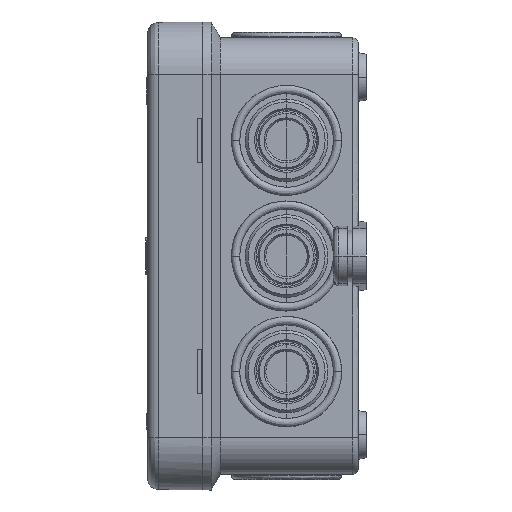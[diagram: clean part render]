
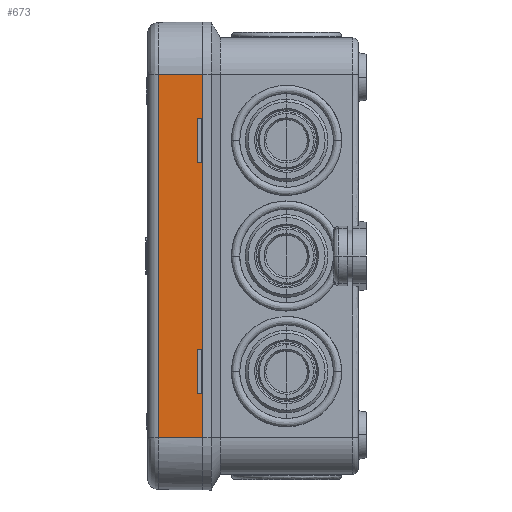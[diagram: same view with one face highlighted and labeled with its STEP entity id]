
A CAD part, left-side view. The second image highlights one B-rep face of the part: STEP entity #673.
In plain terms, the highlighted planar face has unit normal (-1, 0.01, 0).
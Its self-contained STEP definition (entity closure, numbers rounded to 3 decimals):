
#673=ADVANCED_FACE('',(#1877),#18713,.T.);
#1877=FACE_OUTER_BOUND('',#3093,.T.);
#3093=EDGE_LOOP('',(#6666,#6667,#6668,#6669,#6670,#6671,#6672,#6673,#6674,
#6675,#6676,#6677));
#6666=ORIENTED_EDGE('',*,*,#11680,.T.);
#6667=ORIENTED_EDGE('',*,*,#11681,.T.);
#6668=ORIENTED_EDGE('',*,*,#11682,.T.);
#6669=ORIENTED_EDGE('',*,*,#11683,.T.);
#6670=ORIENTED_EDGE('',*,*,#11684,.T.);
#6671=ORIENTED_EDGE('',*,*,#11685,.T.);
#6672=ORIENTED_EDGE('',*,*,#11686,.T.);
#6673=ORIENTED_EDGE('',*,*,#11687,.T.);
#6674=ORIENTED_EDGE('',*,*,#11712,.F.);
#6675=ORIENTED_EDGE('',*,*,#10077,.F.);
#6676=ORIENTED_EDGE('',*,*,#11679,.F.);
#6677=ORIENTED_EDGE('',*,*,#11688,.T.);
#10077=EDGE_CURVE('',#16274,#16275,#13144,.T.);
#11679=EDGE_CURVE('',#17345,#16274,#14683,.T.);
#11680=EDGE_CURVE('',#17346,#17347,#14684,.T.);
#11681=EDGE_CURVE('',#17347,#17348,#14685,.T.);
#11682=EDGE_CURVE('',#17348,#17349,#14686,.T.);
#11683=EDGE_CURVE('',#17349,#17350,#14687,.T.);
#11684=EDGE_CURVE('',#17350,#17351,#14688,.T.);
#11685=EDGE_CURVE('',#17351,#17352,#14689,.T.);
#11686=EDGE_CURVE('',#17352,#16623,#14690,.T.);
#11687=EDGE_CURVE('',#16623,#16626,#14691,.T.);
#11688=EDGE_CURVE('',#17345,#17346,#14692,.T.);
#11712=EDGE_CURVE('',#16275,#16626,#14706,.T.);
#13144=B_SPLINE_CURVE_WITH_KNOTS('',1,(#26015,#26016),.UNSPECIFIED.,.F.,
 .F.,(2,2),(0.,8.02),.UNSPECIFIED.);
#14683=B_SPLINE_CURVE_WITH_KNOTS('',1,(#29574,#29575),.UNSPECIFIED.,.F.,
 .F.,(2,2),(-66.,0.),.UNSPECIFIED.);
#14684=B_SPLINE_CURVE_WITH_KNOTS('',1,(#29576,#29577),.UNSPECIFIED.,.F.,
 .F.,(2,2),(-8.,0.),.UNSPECIFIED.);
#14685=B_SPLINE_CURVE_WITH_KNOTS('',1,(#29578,#29579),.UNSPECIFIED.,.F.,
 .F.,(2,2),(-1.,0.),.UNSPECIFIED.);
#14686=B_SPLINE_CURVE_WITH_KNOTS('',1,(#29580,#29581),.UNSPECIFIED.,.F.,
 .F.,(2,2),(0.,8.),.UNSPECIFIED.);
#14687=B_SPLINE_CURVE_WITH_KNOTS('',1,(#29582,#29583),.UNSPECIFIED.,.F.,
 .F.,(2,2),(-1.,0.),.UNSPECIFIED.);
#14688=B_SPLINE_CURVE_WITH_KNOTS('',1,(#29584,#29585),.UNSPECIFIED.,.F.,
 .F.,(2,2),(-34.,0.),.UNSPECIFIED.);
#14689=B_SPLINE_CURVE_WITH_KNOTS('',1,(#29586,#29587),.UNSPECIFIED.,.F.,
 .F.,(2,2),(-1.,0.),.UNSPECIFIED.);
#14690=B_SPLINE_CURVE_WITH_KNOTS('',1,(#29588,#29589),.UNSPECIFIED.,.F.,
 .F.,(2,2),(0.,8.),.UNSPECIFIED.);
#14691=B_SPLINE_CURVE_WITH_KNOTS('',1,(#29590,#29591),.UNSPECIFIED.,.F.,
 .F.,(2,2),(-1.,0.),.UNSPECIFIED.);
#14692=B_SPLINE_CURVE_WITH_KNOTS('',1,(#29592,#29593),.UNSPECIFIED.,.F.,
 .F.,(2,2),(0.,8.02),.UNSPECIFIED.);
#14706=B_SPLINE_CURVE_WITH_KNOTS('',1,(#29650,#29651),.UNSPECIFIED.,.F.,
 .F.,(2,2),(0.,8.),.UNSPECIFIED.);
#16274=VERTEX_POINT('',#24527);
#16275=VERTEX_POINT('',#24528);
#16623=VERTEX_POINT('',#24876);
#16626=VERTEX_POINT('',#24879);
#17345=VERTEX_POINT('',#25598);
#17346=VERTEX_POINT('',#25599);
#17347=VERTEX_POINT('',#25600);
#17348=VERTEX_POINT('',#25601);
#17349=VERTEX_POINT('',#25602);
#17350=VERTEX_POINT('',#25603);
#17351=VERTEX_POINT('',#25604);
#17352=VERTEX_POINT('',#25605);
#18713=PLANE('',#20078);
#20078=AXIS2_PLACEMENT_3D('',#23805,#20794,$);
#20794=DIRECTION('',(-1.,0.01,0.));
#23805=CARTESIAN_POINT('',(-42.507,27.397,78.205));
#24527=CARTESIAN_POINT('',(-42.419,36.22,71.604));
#24528=CARTESIAN_POINT('',(-42.499,28.2,71.604));
#24876=CARTESIAN_POINT('',(-42.489,29.2,63.604));
#24879=CARTESIAN_POINT('',(-42.499,28.2,63.604));
#25598=CARTESIAN_POINT('',(-42.419,36.22,5.604));
#25599=CARTESIAN_POINT('',(-42.499,28.2,5.604));
#25600=CARTESIAN_POINT('',(-42.499,28.2,13.604));
#25601=CARTESIAN_POINT('',(-42.489,29.2,13.604));
#25602=CARTESIAN_POINT('',(-42.489,29.2,21.604));
#25603=CARTESIAN_POINT('',(-42.499,28.2,21.604));
#25604=CARTESIAN_POINT('',(-42.499,28.2,55.604));
#25605=CARTESIAN_POINT('',(-42.489,29.2,55.604));
#26015=CARTESIAN_POINT('',(-42.419,36.22,71.604));
#26016=CARTESIAN_POINT('',(-42.499,28.2,71.604));
#29574=CARTESIAN_POINT('',(-42.419,36.22,5.604));
#29575=CARTESIAN_POINT('',(-42.419,36.22,71.604));
#29576=CARTESIAN_POINT('',(-42.499,28.2,5.604));
#29577=CARTESIAN_POINT('',(-42.499,28.2,13.604));
#29578=CARTESIAN_POINT('',(-42.499,28.2,13.604));
#29579=CARTESIAN_POINT('',(-42.489,29.2,13.604));
#29580=CARTESIAN_POINT('',(-42.489,29.2,13.604));
#29581=CARTESIAN_POINT('',(-42.489,29.2,21.604));
#29582=CARTESIAN_POINT('',(-42.489,29.2,21.604));
#29583=CARTESIAN_POINT('',(-42.499,28.2,21.604));
#29584=CARTESIAN_POINT('',(-42.499,28.2,21.604));
#29585=CARTESIAN_POINT('',(-42.499,28.2,55.604));
#29586=CARTESIAN_POINT('',(-42.499,28.2,55.604));
#29587=CARTESIAN_POINT('',(-42.489,29.2,55.604));
#29588=CARTESIAN_POINT('',(-42.489,29.2,55.604));
#29589=CARTESIAN_POINT('',(-42.489,29.2,63.604));
#29590=CARTESIAN_POINT('',(-42.489,29.2,63.604));
#29591=CARTESIAN_POINT('',(-42.499,28.2,63.604));
#29592=CARTESIAN_POINT('',(-42.419,36.22,5.604));
#29593=CARTESIAN_POINT('',(-42.499,28.2,5.604));
#29650=CARTESIAN_POINT('',(-42.499,28.2,71.604));
#29651=CARTESIAN_POINT('',(-42.499,28.2,63.604));
